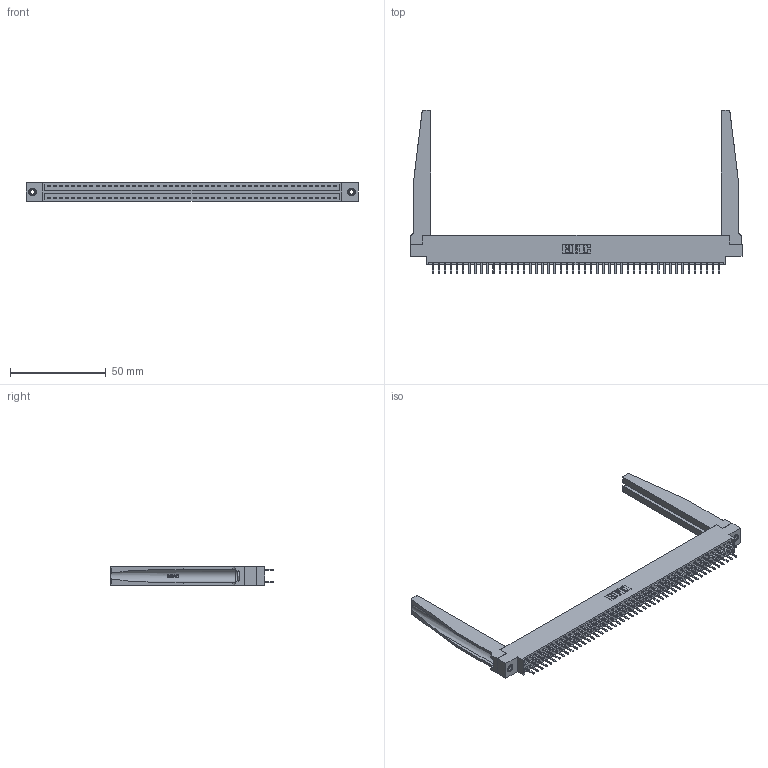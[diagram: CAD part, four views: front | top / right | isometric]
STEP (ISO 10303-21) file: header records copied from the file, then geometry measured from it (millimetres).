
FILE_DESCRIPTION (( 'STEP AP203' ), '1' );
FILE_NAME ('346-096-520-878.STEP', '2022-05-26T15:52:03', ( '' ), ( '' ), 'SwSTEP 2.0', 'SolidWorks 2020', '' );
FILE_SCHEMA (( 'CONFIG_CONTROL_DESIGN' ));
Length unit declared in the file: inch
Products named in the file (5): 346-220-078_345-220-078; 345-250-001_345-250-001-102; 346 Part_0.170 Offset - 0.156 Dia-TH; 345-292-001_345-293-120; 346-096-520-878
Assembly tree (101 placements, depth 2):
  346-096-520-878
    346 Part_0.170 Offset - 0.156 Dia-TH
    345-292-001_345-293-120  x96
    346-220-078_345-220-078  x2
    345-250-001_345-250-001-102  x2
Bounding box: 172.97 x 85.29 x 9.4 mm (x, y, z)
Volume: 23607.7 mm3; surface area: 29700.7 mm2
Topology: 101 solids, 101 shells, 5750 faces, 16633 edges, 10822 vertices
Faces by surface type: plane 3788, cylinder 1910, bspline 36, cone 12, torus 4
Entity records: 35928 total; most frequent: CARTESIAN_POINT 6869, ORIENTED_EDGE 5678, DIRECTION 5077, EDGE_CURVE 2839, VECTOR 2417, LINE 2417, VERTEX_POINT 1884, AXIS2_PLACEMENT_3D 1330
